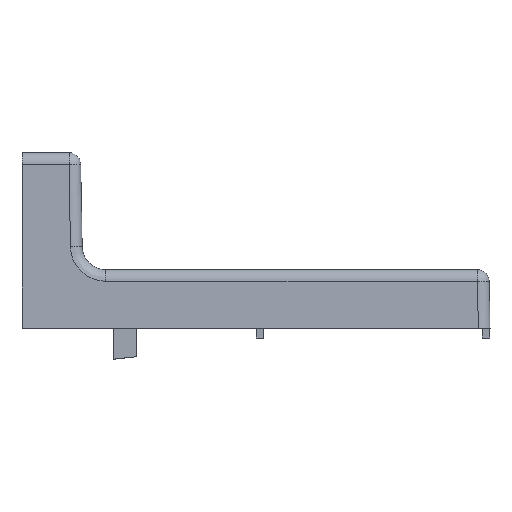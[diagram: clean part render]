
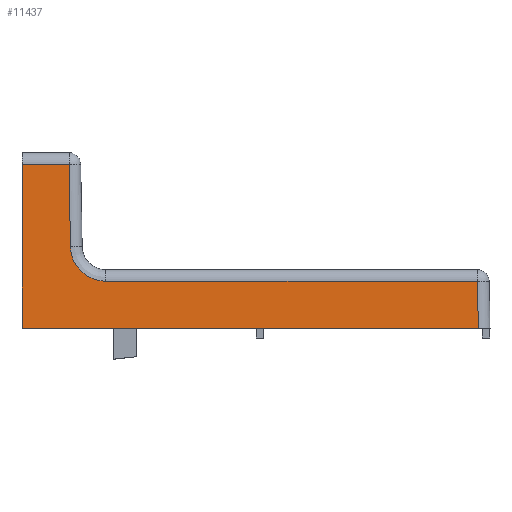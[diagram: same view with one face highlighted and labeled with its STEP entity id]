
A CAD part, top view. The second image highlights one B-rep face of the part: STEP entity #11437.
In plain terms, the highlighted planar face has unit normal (0, 0.018, 1).
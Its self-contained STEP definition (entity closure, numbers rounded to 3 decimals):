
#220 = CARTESIAN_POINT ( 'NONE',  ( 117.608, 12.137, 13.886 ) ) ;
#427 = ORIENTED_EDGE ( 'NONE', *, *, #12816, .T. ) ;
#542 = VECTOR ( 'NONE', #9513, 1000. ) ;
#594 = CARTESIAN_POINT ( 'NONE',  ( 20.173, 12.245, 13.884 ) ) ;
#649 = CARTESIAN_POINT ( 'NONE',  ( 17.109, 13.308, 13.866 ) ) ;
#695 = CARTESIAN_POINT ( 'NONE',  ( 13.639, 16.794, 13.805 ) ) ;
#745 = CARTESIAN_POINT ( 'NONE',  ( 12.577, 19.948, 13.75 ) ) ;
#979 = LINE ( 'NONE', #5085, #4046 ) ;
#1482 = VERTEX_POINT ( 'NONE', #8475 ) ;
#1535 = LINE ( 'NONE', #12497, #10116 ) ;
#1738 = CARTESIAN_POINT ( 'NONE',  ( 20.004, 12.273, 13.884 ) ) ;
#1789 = CARTESIAN_POINT ( 'NONE',  ( 16.785, 13.502, 13.862 ) ) ;
#1840 = CARTESIAN_POINT ( 'NONE',  ( 13.293, 17.506, 13.792 ) ) ;
#1894 = CARTESIAN_POINT ( 'NONE',  ( 12.508, 21.042, 13.731 ) ) ;
#2014 = ORIENTED_EDGE ( 'NONE', *, *, #10555, .T. ) ;
#2035 = CARTESIAN_POINT ( 'NONE',  ( 120.84, 0., 14.098 ) ) ;
#2282 = ORIENTED_EDGE ( 'NONE', *, *, #4181, .T. ) ;
#2502 = ORIENTED_EDGE ( 'NONE', *, *, #11241, .T. ) ;
#2810 = LINE ( 'NONE', #5230, #14162 ) ;
#2911 = CARTESIAN_POINT ( 'NONE',  ( 19.65, 12.337, 13.883 ) ) ;
#2970 = CARTESIAN_POINT ( 'NONE',  ( 16.139, 13.918, 13.855 ) ) ;
#3023 = CARTESIAN_POINT ( 'NONE',  ( 13.218, 17.679, 13.789 ) ) ;
#3208 = DIRECTION ( 'NONE',  ( 0., -1., 0.017 ) ) ;
#3590 = LINE ( 'NONE', #13796, #542 ) ;
#3600 = DIRECTION ( 'NONE',  ( -0.017, 1., -0.017 ) ) ;
#3876 = ORIENTED_EDGE ( 'NONE', *, *, #14287, .T. ) ;
#4046 = VECTOR ( 'NONE', #6276, 1000. ) ;
#4075 = CARTESIAN_POINT ( 'NONE',  ( 18.744, 12.586, 13.878 ) ) ;
#4127 = CARTESIAN_POINT ( 'NONE',  ( 14.997, 14.952, 13.837 ) ) ;
#4172 = CARTESIAN_POINT ( 'NONE',  ( 13.079, 18.018, 13.783 ) ) ;
#4174 = CARTESIAN_POINT ( 'NONE',  ( 21.57, 12.137, 13.886 ) ) ;
#4181 = EDGE_CURVE ( 'NONE', #8487, #5900, #13755, .T. ) ;
#4278 = PLANE ( 'NONE',  #10132 ) ;
#4779 = CARTESIAN_POINT ( 'NONE',  ( 12.508, 21.042, 13.731 ) ) ;
#5085 = CARTESIAN_POINT ( 'NONE',  ( 117.819, 0., 14.098 ) ) ;
#5230 = CARTESIAN_POINT ( 'NONE',  ( 120.84, 12.137, 13.886 ) ) ;
#5255 = CARTESIAN_POINT ( 'NONE',  ( 18.402, 12.708, 13.876 ) ) ;
#5310 = CARTESIAN_POINT ( 'NONE',  ( 14.352, 15.715, 13.824 ) ) ;
#5369 = CARTESIAN_POINT ( 'NONE',  ( 12.797, 18.915, 13.768 ) ) ;
#5900 = VERTEX_POINT ( 'NONE', #10018 ) ;
#6079 = EDGE_CURVE ( 'NONE', #7561, #7123, #12821, .T. ) ;
#6276 = DIRECTION ( 'NONE',  ( -0.017, 1., -0.017 ) ) ;
#6427 = CARTESIAN_POINT ( 'NONE',  ( 18.301, 12.747, 13.876 ) ) ;
#6455 = VECTOR ( 'NONE', #3600, 1000. ) ;
#6483 = CARTESIAN_POINT ( 'NONE',  ( 14.127, 16.027, 13.818 ) ) ;
#6525 = CARTESIAN_POINT ( 'NONE',  ( 12.715, 19.268, 13.762 ) ) ;
#6847 = CARTESIAN_POINT ( 'NONE',  ( 12.136, 42.347, 13.359 ) ) ;
#7123 = VERTEX_POINT ( 'NONE', #14001 ) ;
#7479 = CARTESIAN_POINT ( 'NONE',  ( 20.409, 12.209, 13.885 ) ) ;
#7518 = CARTESIAN_POINT ( 'NONE',  ( 17.572, 13.056, 13.87 ) ) ;
#7561 = VERTEX_POINT ( 'NONE', #4174 ) ;
#7562 = CARTESIAN_POINT ( 'NONE',  ( 13.872, 16.406, 13.812 ) ) ;
#7612 = CARTESIAN_POINT ( 'NONE',  ( 12.692, 19.377, 13.76 ) ) ;
#7762 = ORIENTED_EDGE ( 'NONE', *, *, #6079, .T. ) ;
#7768 = FACE_OUTER_BOUND ( 'NONE', #12647, .T. ) ;
#7966 = DIRECTION ( 'NONE',  ( -1., 0., 0. ) ) ;
#8475 = CARTESIAN_POINT ( 'NONE',  ( 0., 0., 14.098 ) ) ;
#8487 = VERTEX_POINT ( 'NONE', #6847 ) ;
#8533 = CARTESIAN_POINT ( 'NONE',  ( 20.071, 12.261, 13.884 ) ) ;
#8582 = CARTESIAN_POINT ( 'NONE',  ( 16.914, 13.423, 13.864 ) ) ;
#8632 = CARTESIAN_POINT ( 'NONE',  ( 13.403, 17.265, 13.797 ) ) ;
#8659 = CARTESIAN_POINT ( 'NONE',  ( 12.518, 20.492, 13.74 ) ) ;
#9513 = DIRECTION ( 'NONE',  ( 0., -1., 0.017 ) ) ;
#9607 = CARTESIAN_POINT ( 'NONE',  ( 19.972, 12.279, 13.884 ) ) ;
#9654 = CARTESIAN_POINT ( 'NONE',  ( 16.722, 13.542, 13.862 ) ) ;
#9701 = CARTESIAN_POINT ( 'NONE',  ( 13.248, 17.61, 13.791 ) ) ;
#9866 = DIRECTION ( 'NONE',  ( 0., 0.017, 1. ) ) ;
#10018 = CARTESIAN_POINT ( 'NONE',  ( 0., 42.347, 13.359 ) ) ;
#10116 = VECTOR ( 'NONE', #13573, 1000. ) ;
#10132 = AXIS2_PLACEMENT_3D ( 'NONE', #2035, #9866, #3208 ) ;
#10555 = EDGE_CURVE ( 'NONE', #7123, #8487, #11784, .T. ) ;
#10580 = VERTEX_POINT ( 'NONE', #220 ) ;
#10623 = EDGE_CURVE ( 'NONE', #1482, #12615, #1535, .T. ) ;
#10650 = CARTESIAN_POINT ( 'NONE',  ( 19.227, 12.436, 13.881 ) ) ;
#10671 = DIRECTION ( 'NONE',  ( -1., 0., 0. ) ) ;
#10692 = CARTESIAN_POINT ( 'NONE',  ( 15.658, 14.303, 13.848 ) ) ;
#10742 = CARTESIAN_POINT ( 'NONE',  ( 13.203, 17.716, 13.789 ) ) ;
#10847 = VECTOR ( 'NONE', #7966, 1000. ) ;
#11095 = CARTESIAN_POINT ( 'NONE',  ( 120.84, 42.347, 13.359 ) ) ;
#11241 = EDGE_CURVE ( 'NONE', #12615, #10580, #979, .T. ) ;
#11272 = ORIENTED_EDGE ( 'NONE', *, *, #10623, .T. ) ;
#11437 = ADVANCED_FACE ( 'NONE', ( #7768 ), #4278, .T. ) ;
#11680 = CARTESIAN_POINT ( 'NONE',  ( 20.885, 12.155, 13.886 ) ) ;
#11734 = CARTESIAN_POINT ( 'NONE',  ( 18.504, 12.67, 13.877 ) ) ;
#11784 = LINE ( 'NONE', #4779, #6455 ) ;
#11785 = CARTESIAN_POINT ( 'NONE',  ( 14.685, 15.292, 13.831 ) ) ;
#11831 = CARTESIAN_POINT ( 'NONE',  ( 12.933, 18.427, 13.776 ) ) ;
#12226 = CARTESIAN_POINT ( 'NONE',  ( 117.819, 0., 14.098 ) ) ;
#12497 = CARTESIAN_POINT ( 'NONE',  ( 120.84, 0., 14.098 ) ) ;
#12615 = VERTEX_POINT ( 'NONE', #12226 ) ;
#12647 = EDGE_LOOP ( 'NONE', ( #7762, #2014, #2282, #427, #11272, #2502, #3876 ) ) ;
#12740 = CARTESIAN_POINT ( 'NONE',  ( 21.295, 12.137, 13.886 ) ) ;
#12816 = EDGE_CURVE ( 'NONE', #5900, #1482, #3590, .T. ) ;
#12821 = B_SPLINE_CURVE_WITH_KNOTS ( 'NONE', 3,
 ( #13881, #12740, #11680, #7479, #594, #8533, #1738, #9607, #2911, #10650, #4075, #11734, #5255, #12845, #6427, #13928, #7518, #649, #8582, #1789, #9654, #2970, #10692, #4127, #11785, #5310, #12883, #6483, #13982, #7562, #695, #8632, #1840, #9701, #3023, #10742, #4172, #11831, #5369, #12932, #6525, #14033, #7612, #745, #8659, #1894 ),
 .UNSPECIFIED., .F., .F.,
 ( 4, 1, 1, 1, 2, 2, 1, 1, 1, 2, 2, 1, 1, 2, 2, 2, 1, 1, 2, 2, 1, 1, 1, 2, 2, 1, 1, 1, 2, 2, 4 ),
 ( 0., 0.063, 0.094, 0.109, 0.117, 0.125, 0.188, 0.219, 0.234, 0.242, 0.25, 0.313, 0.344, 0.359, 0.375, 0.5, 0.563, 0.594, 0.609, 0.625, 0.688, 0.719, 0.734, 0.742, 0.75, 0.813, 0.844, 0.859, 0.867, 0.875, 1. ),
 .UNSPECIFIED. ) ;
#12845 = CARTESIAN_POINT ( 'NONE',  ( 18.334, 12.734, 13.876 ) ) ;
#12883 = CARTESIAN_POINT ( 'NONE',  ( 14.216, 15.902, 13.82 ) ) ;
#12932 = CARTESIAN_POINT ( 'NONE',  ( 12.738, 19.162, 13.764 ) ) ;
#13573 = DIRECTION ( 'NONE',  ( 1., 0., 0. ) ) ;
#13755 = LINE ( 'NONE', #11095, #10847 ) ;
#13796 = CARTESIAN_POINT ( 'NONE',  ( 0., 42.347, 13.359 ) ) ;
#13881 = CARTESIAN_POINT ( 'NONE',  ( 21.57, 12.137, 13.886 ) ) ;
#13928 = CARTESIAN_POINT ( 'NONE',  ( 17.985, 12.871, 13.873 ) ) ;
#13982 = CARTESIAN_POINT ( 'NONE',  ( 14.082, 16.093, 13.817 ) ) ;
#14001 = CARTESIAN_POINT ( 'NONE',  ( 12.508, 21.042, 13.731 ) ) ;
#14033 = CARTESIAN_POINT ( 'NONE',  ( 12.7, 19.339, 13.76 ) ) ;
#14162 = VECTOR ( 'NONE', #10671, 1000. ) ;
#14287 = EDGE_CURVE ( 'NONE', #10580, #7561, #2810, .T. ) ;
